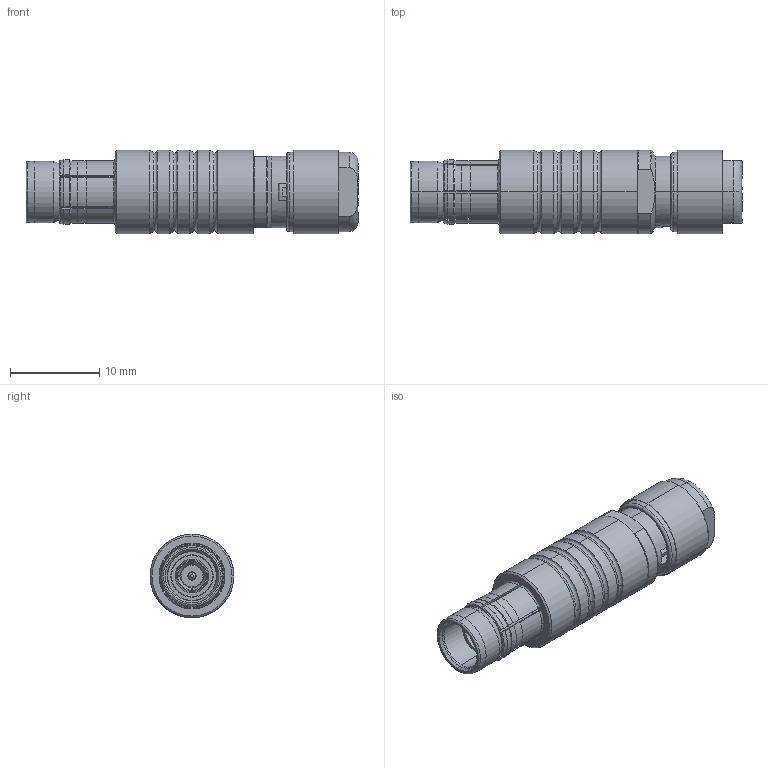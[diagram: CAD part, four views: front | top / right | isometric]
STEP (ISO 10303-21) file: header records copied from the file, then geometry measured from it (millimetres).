
FILE_DESCRIPTION (( 'STEP AP214' ), '1' );
FILE_NAME ('245-CON-TRIAX-HQ_00.STEP', '2025-05-05T12:28:53', ( '' ), ( '' ), 'SwSTEP 2.0', 'SolidWorks 2022', '' );
FILE_SCHEMA (( 'AUTOMOTIVE_DESIGN' ));
Length unit declared in the file: millimetre
Products named in the file (1): 245-CON-TRIAX-HQ_00
Bounding box: 37.26 x 9.4 x 9.4 mm (x, y, z)
Volume: 1469.6 mm3; surface area: 4805.7 mm2
Topology: 3 solids, 5 shells, 515 faces, 1300 edges, 821 vertices
Faces by surface type: cylinder 183, plane 153, cone 106, bspline 71, torus 2
Entity records: 19410 total; most frequent: CARTESIAN_POINT 7359, ORIENTED_EDGE 2596, DIRECTION 2437, EDGE_CURVE 1298, AXIS2_PLACEMENT_3D 965, VERTEX_POINT 821, EDGE_LOOP 561, CIRCLE 520
